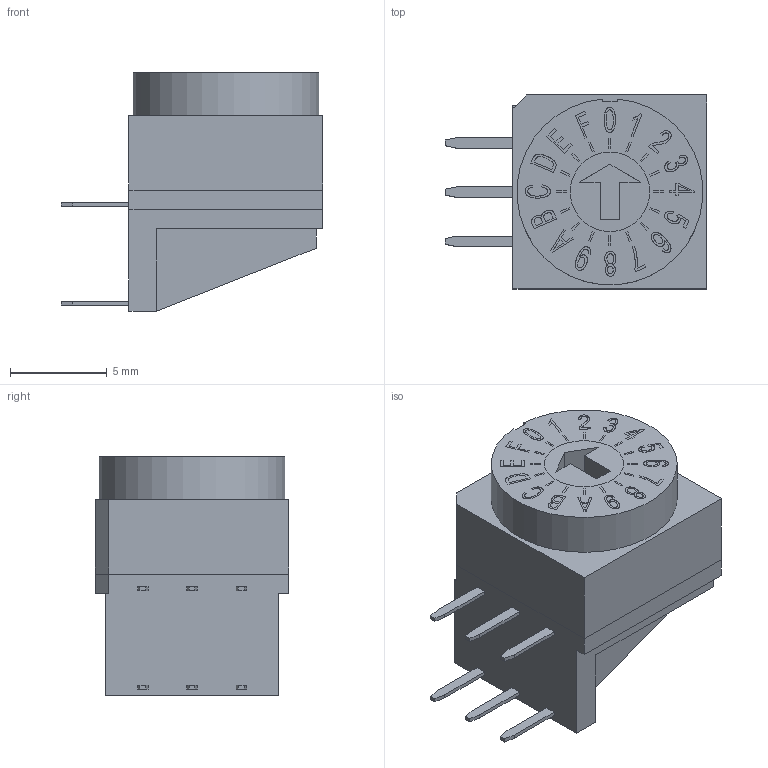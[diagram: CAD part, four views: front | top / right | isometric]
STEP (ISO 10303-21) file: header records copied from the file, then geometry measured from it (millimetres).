
FILE_DESCRIPTION(/* description */ (''),/* implementation_level */ '2;1');
FILE_NAME(/* name */ 'RDTAx16R1x.stp',/* time_stamp */ '2025-06-03T11:09:21-05:00',/* author */ ('mroman'),/* organization */ (''),/* preprocessor_version */ 'ST-DEVELOPER v18.1',/* originating_system */ 'Autodesk Inventor 2022',/* authorisation */ '');
FILE_SCHEMA (('AUTOMOTIVE_DESIGN { 1 0 10303 214 3 1 1 }'));
Length unit declared in the file: centimetre
Products named in the file (1): RDTAx16R1x
Bounding box: 13.5 x 10 x 12.3 mm (x, y, z)
Volume: 903.9 mm3; surface area: 667 mm2
Topology: 1 solids, 1 shells, 389 faces, 1001 edges, 665 vertices
Faces by surface type: plane 277, bspline 111, cylinder 1
Entity records: 12251 total; most frequent: CARTESIAN_POINT 3487, ORIENTED_EDGE 2002, DIRECTION 1340, EDGE_CURVE 1001, LINE 776, VECTOR 776, VERTEX_POINT 665, EDGE_LOOP 440
